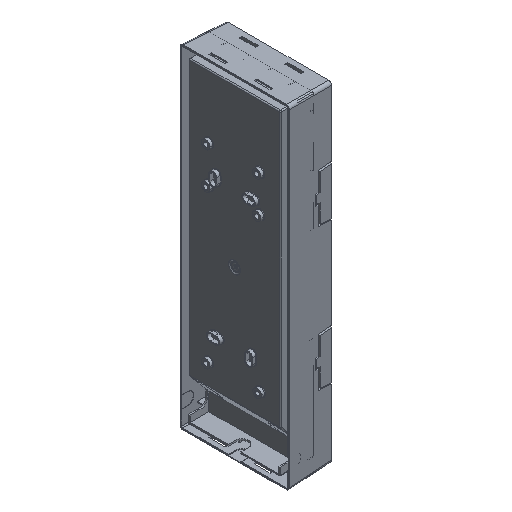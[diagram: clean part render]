
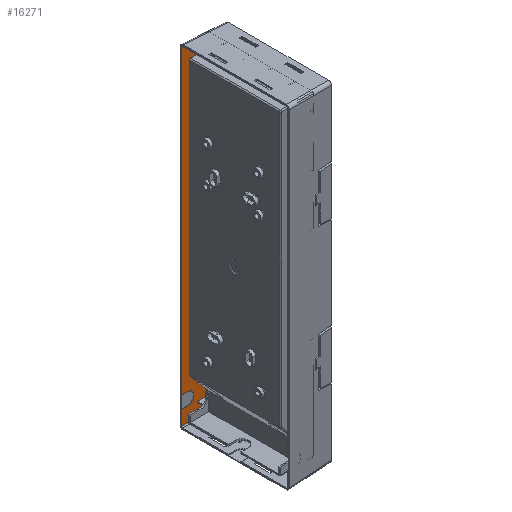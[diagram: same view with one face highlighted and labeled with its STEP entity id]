
A CAD part, isometric view. The second image highlights one B-rep face of the part: STEP entity #16271.
In plain terms, the highlighted planar face has unit normal (0, -1, 0).
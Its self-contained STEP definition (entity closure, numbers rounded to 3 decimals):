
#10953=CARTESIAN_POINT('Line Origine',(-24.7,52.001,0.)) ;
#10957=CARTESIAN_POINT('Vertex',(-24.7,52.001,46.491)) ;
#10959=CARTESIAN_POINT('Vertex',(-24.7,52.001,-46.491)) ;
#10979=CARTESIAN_POINT('Line Origine',(-17.7,52.001,70.937)) ;
#10983=CARTESIAN_POINT('Vertex',(-17.7,52.001,95.382)) ;
#10985=CARTESIAN_POINT('Vertex',(-17.7,52.001,46.491)) ;
#11009=CARTESIAN_POINT('Vertex',(-17.7,52.001,146.364)) ;
#11012=CARTESIAN_POINT('Line Origine',(-17.7,52.001,121.373)) ;
#11016=CARTESIAN_POINT('Vertex',(-17.7,52.001,96.382)) ;
#11031=CARTESIAN_POINT('Line Origine',(-17.7,52.001,154.183)) ;
#11035=CARTESIAN_POINT('Vertex',(-17.7,52.001,161.001)) ;
#11037=CARTESIAN_POINT('Vertex',(-17.7,52.001,147.364)) ;
#11068=CARTESIAN_POINT('Line Origine',(-21.2,52.001,46.491)) ;
#11080=CARTESIAN_POINT('Line Origine',(-21.2,52.001,-46.491)) ;
#11084=CARTESIAN_POINT('Vertex',(-17.7,52.001,-46.491)) ;
#11108=CARTESIAN_POINT('Vertex',(-17.7,52.001,-148.364)) ;
#11115=CARTESIAN_POINT('Vertex',(-27.7,52.001,-148.364)) ;
#11118=CARTESIAN_POINT('Line Origine',(-22.7,52.001,-148.364)) ;
#11130=CARTESIAN_POINT('Line Origine',(-27.7,52.001,-147.864)) ;
#11134=CARTESIAN_POINT('Vertex',(-27.7,52.001,-147.364)) ;
#11149=CARTESIAN_POINT('Line Origine',(-22.7,52.001,-147.364)) ;
#11153=CARTESIAN_POINT('Vertex',(-17.7,52.001,-147.364)) ;
#11168=CARTESIAN_POINT('Line Origine',(-17.7,52.001,-96.928)) ;
#11189=CARTESIAN_POINT('Vertex',(-27.7,52.001,95.382)) ;
#11192=CARTESIAN_POINT('Line Origine',(-22.7,52.001,95.382)) ;
#11204=CARTESIAN_POINT('Line Origine',(-27.7,52.001,95.882)) ;
#11208=CARTESIAN_POINT('Vertex',(-27.7,52.001,96.382)) ;
#11223=CARTESIAN_POINT('Line Origine',(-22.7,52.001,96.382)) ;
#11244=CARTESIAN_POINT('Vertex',(-27.7,52.001,146.364)) ;
#11247=CARTESIAN_POINT('Line Origine',(-22.7,52.001,146.364)) ;
#11259=CARTESIAN_POINT('Line Origine',(-27.7,52.001,146.864)) ;
#11263=CARTESIAN_POINT('Vertex',(-27.7,52.001,147.364)) ;
#11278=CARTESIAN_POINT('Line Origine',(-22.7,52.001,147.364)) ;
#11290=CARTESIAN_POINT('Line Origine',(-17.7,52.001,-154.683)) ;
#11294=CARTESIAN_POINT('Vertex',(-17.7,52.001,-161.001)) ;
#13134=CARTESIAN_POINT('Vertex',(-42.8,52.001,161.001)) ;
#13137=CARTESIAN_POINT('Line Origine',(-30.35,52.001,161.001)) ;
#13352=CARTESIAN_POINT('Vertex',(-42.8,52.001,-161.001)) ;
#13362=CARTESIAN_POINT('Line Origine',(-30.35,52.001,-161.001)) ;
#16183=CARTESIAN_POINT('Line Origine',(-42.8,52.001,0.)) ;
#16187=CARTESIAN_POINT('Vertex',(-42.8,52.001,-146.702)) ;
#16202=CARTESIAN_POINT('Line Origine',(-42.8,52.001,0.)) ;
#16206=CARTESIAN_POINT('Vertex',(-42.8,52.001,-134.702)) ;
#16221=CARTESIAN_POINT('Axis2P3D Location',(-43.,52.001,-162.001)) ;
#16226=CARTESIAN_POINT('Line Origine',(-39.853,52.001,-134.702)) ;
#16230=CARTESIAN_POINT('Vertex',(-36.905,52.001,-134.702)) ;
#16233=CARTESIAN_POINT('Axis2P3D Location',(-36.905,52.001,-140.702)) ;
#16237=CARTESIAN_POINT('Vertex',(-36.905,52.001,-146.702)) ;
#16240=CARTESIAN_POINT('Line Origine',(-39.853,52.001,-146.702)) ;
#10954=DIRECTION('Vector Direction',(0.,0.,1.)) ;
#10980=DIRECTION('Vector Direction',(0.,0.,-1.)) ;
#11013=DIRECTION('Vector Direction',(0.,0.,-1.)) ;
#11032=DIRECTION('Vector Direction',(0.,0.,-1.)) ;
#11069=DIRECTION('Vector Direction',(1.,0.,0.)) ;
#11081=DIRECTION('Vector Direction',(1.,0.,0.)) ;
#11119=DIRECTION('Vector Direction',(-1.,0.,0.)) ;
#11131=DIRECTION('Vector Direction',(0.,0.,-1.)) ;
#11150=DIRECTION('Vector Direction',(-1.,0.,0.)) ;
#11169=DIRECTION('Vector Direction',(0.,0.,-1.)) ;
#11193=DIRECTION('Vector Direction',(-1.,0.,0.)) ;
#11205=DIRECTION('Vector Direction',(0.,0.,-1.)) ;
#11224=DIRECTION('Vector Direction',(-1.,0.,0.)) ;
#11248=DIRECTION('Vector Direction',(-1.,0.,0.)) ;
#11260=DIRECTION('Vector Direction',(0.,0.,-1.)) ;
#11279=DIRECTION('Vector Direction',(-1.,0.,0.)) ;
#11291=DIRECTION('Vector Direction',(0.,0.,-1.)) ;
#13138=DIRECTION('Vector Direction',(1.,0.,0.)) ;
#13363=DIRECTION('Vector Direction',(1.,0.,0.)) ;
#16184=DIRECTION('Vector Direction',(0.,0.,1.)) ;
#16203=DIRECTION('Vector Direction',(0.,0.,1.)) ;
#16222=DIRECTION('Axis2P3D Direction',(0.,1.,0.)) ;
#16223=DIRECTION('Axis2P3D XDirection',(0.,0.,1.)) ;
#16227=DIRECTION('Vector Direction',(1.,0.,0.)) ;
#16234=DIRECTION('Axis2P3D Direction',(0.,1.,0.)) ;
#16241=DIRECTION('Vector Direction',(1.,0.,0.)) ;
#16224=AXIS2_PLACEMENT_3D('Plane Axis2P3D',#16221,#16222,#16223) ;
#16235=AXIS2_PLACEMENT_3D('Circle Axis2P3D',#16233,#16234,$) ;
#16246=ORIENTED_EDGE('',*,*,#16232,.T.) ;
#16247=ORIENTED_EDGE('',*,*,#16239,.T.) ;
#16248=ORIENTED_EDGE('',*,*,#16244,.F.) ;
#16249=ORIENTED_EDGE('',*,*,#16189,.T.) ;
#16250=ORIENTED_EDGE('',*,*,#13366,.F.) ;
#16251=ORIENTED_EDGE('',*,*,#11296,.F.) ;
#16252=ORIENTED_EDGE('',*,*,#11122,.T.) ;
#16253=ORIENTED_EDGE('',*,*,#11136,.F.) ;
#16254=ORIENTED_EDGE('',*,*,#11155,.F.) ;
#16255=ORIENTED_EDGE('',*,*,#11172,.F.) ;
#16256=ORIENTED_EDGE('',*,*,#11086,.F.) ;
#16257=ORIENTED_EDGE('',*,*,#10961,.F.) ;
#16258=ORIENTED_EDGE('',*,*,#11072,.T.) ;
#16259=ORIENTED_EDGE('',*,*,#10987,.F.) ;
#16260=ORIENTED_EDGE('',*,*,#11196,.T.) ;
#16261=ORIENTED_EDGE('',*,*,#11210,.F.) ;
#16262=ORIENTED_EDGE('',*,*,#11227,.F.) ;
#16263=ORIENTED_EDGE('',*,*,#11018,.F.) ;
#16264=ORIENTED_EDGE('',*,*,#11251,.T.) ;
#16265=ORIENTED_EDGE('',*,*,#11265,.F.) ;
#16266=ORIENTED_EDGE('',*,*,#11282,.F.) ;
#16267=ORIENTED_EDGE('',*,*,#11039,.F.) ;
#16268=ORIENTED_EDGE('',*,*,#13141,.T.) ;
#16269=ORIENTED_EDGE('',*,*,#16208,.T.) ;
#10955=VECTOR('Line Direction',#10954,1.) ;
#10981=VECTOR('Line Direction',#10980,1.) ;
#11014=VECTOR('Line Direction',#11013,1.) ;
#11033=VECTOR('Line Direction',#11032,1.) ;
#11070=VECTOR('Line Direction',#11069,1.) ;
#11082=VECTOR('Line Direction',#11081,1.) ;
#11120=VECTOR('Line Direction',#11119,1.) ;
#11132=VECTOR('Line Direction',#11131,1.) ;
#11151=VECTOR('Line Direction',#11150,1.) ;
#11170=VECTOR('Line Direction',#11169,1.) ;
#11194=VECTOR('Line Direction',#11193,1.) ;
#11206=VECTOR('Line Direction',#11205,1.) ;
#11225=VECTOR('Line Direction',#11224,1.) ;
#11249=VECTOR('Line Direction',#11248,1.) ;
#11261=VECTOR('Line Direction',#11260,1.) ;
#11280=VECTOR('Line Direction',#11279,1.) ;
#11292=VECTOR('Line Direction',#11291,1.) ;
#13139=VECTOR('Line Direction',#13138,1.) ;
#13364=VECTOR('Line Direction',#13363,1.) ;
#16185=VECTOR('Line Direction',#16184,1.) ;
#16204=VECTOR('Line Direction',#16203,1.) ;
#16228=VECTOR('Line Direction',#16227,1.) ;
#16242=VECTOR('Line Direction',#16241,1.) ;
#16271=ADVANCED_FACE('Body.2',(#16270),#16225,.F.) ;
#16236=CIRCLE('generated circle',#16235,6.) ;
#10961=EDGE_CURVE('',#10958,#10960,#10956,.F.) ;
#10987=EDGE_CURVE('',#10984,#10986,#10982,.T.) ;
#11018=EDGE_CURVE('',#11010,#11017,#11015,.T.) ;
#11039=EDGE_CURVE('',#11036,#11038,#11034,.T.) ;
#11072=EDGE_CURVE('',#10958,#10986,#11071,.T.) ;
#11086=EDGE_CURVE('',#10960,#11085,#11083,.T.) ;
#11122=EDGE_CURVE('',#11109,#11116,#11121,.T.) ;
#11136=EDGE_CURVE('',#11135,#11116,#11133,.T.) ;
#11155=EDGE_CURVE('',#11154,#11135,#11152,.T.) ;
#11172=EDGE_CURVE('',#11085,#11154,#11171,.T.) ;
#11196=EDGE_CURVE('',#10984,#11190,#11195,.T.) ;
#11210=EDGE_CURVE('',#11209,#11190,#11207,.T.) ;
#11227=EDGE_CURVE('',#11017,#11209,#11226,.T.) ;
#11251=EDGE_CURVE('',#11010,#11245,#11250,.T.) ;
#11265=EDGE_CURVE('',#11264,#11245,#11262,.T.) ;
#11282=EDGE_CURVE('',#11038,#11264,#11281,.T.) ;
#11296=EDGE_CURVE('',#11109,#11295,#11293,.T.) ;
#13141=EDGE_CURVE('',#11036,#13135,#13140,.F.) ;
#13366=EDGE_CURVE('',#11295,#13353,#13365,.F.) ;
#16189=EDGE_CURVE('',#16188,#13353,#16186,.F.) ;
#16208=EDGE_CURVE('',#13135,#16207,#16205,.F.) ;
#16232=EDGE_CURVE('',#16207,#16231,#16229,.T.) ;
#16239=EDGE_CURVE('',#16231,#16238,#16236,.T.) ;
#16244=EDGE_CURVE('',#16188,#16238,#16243,.T.) ;
#16245=EDGE_LOOP('',(#16246,#16247,#16248,#16249,#16250,#16251,#16252,#16253,#16254,#16255,#16256,#16257,#16258,#16259,#16260,#16261,#16262,#16263,#16264,#16265,#16266,#16267,#16268,#16269)) ;
#16270=FACE_OUTER_BOUND('',#16245,.T.) ;
#10956=LINE('Line',#10953,#10955) ;
#10982=LINE('Line',#10979,#10981) ;
#11015=LINE('Line',#11012,#11014) ;
#11034=LINE('Line',#11031,#11033) ;
#11071=LINE('Line',#11068,#11070) ;
#11083=LINE('Line',#11080,#11082) ;
#11121=LINE('Line',#11118,#11120) ;
#11133=LINE('Line',#11130,#11132) ;
#11152=LINE('Line',#11149,#11151) ;
#11171=LINE('Line',#11168,#11170) ;
#11195=LINE('Line',#11192,#11194) ;
#11207=LINE('Line',#11204,#11206) ;
#11226=LINE('Line',#11223,#11225) ;
#11250=LINE('Line',#11247,#11249) ;
#11262=LINE('Line',#11259,#11261) ;
#11281=LINE('Line',#11278,#11280) ;
#11293=LINE('Line',#11290,#11292) ;
#13140=LINE('Line',#13137,#13139) ;
#13365=LINE('Line',#13362,#13364) ;
#16186=LINE('Line',#16183,#16185) ;
#16205=LINE('Line',#16202,#16204) ;
#16229=LINE('Line',#16226,#16228) ;
#16243=LINE('Line',#16240,#16242) ;
#16225=PLANE('',#16224) ;
#10958=VERTEX_POINT('',#10957) ;
#10960=VERTEX_POINT('',#10959) ;
#10984=VERTEX_POINT('',#10983) ;
#10986=VERTEX_POINT('',#10985) ;
#11010=VERTEX_POINT('',#11009) ;
#11017=VERTEX_POINT('',#11016) ;
#11036=VERTEX_POINT('',#11035) ;
#11038=VERTEX_POINT('',#11037) ;
#11085=VERTEX_POINT('',#11084) ;
#11109=VERTEX_POINT('',#11108) ;
#11116=VERTEX_POINT('',#11115) ;
#11135=VERTEX_POINT('',#11134) ;
#11154=VERTEX_POINT('',#11153) ;
#11190=VERTEX_POINT('',#11189) ;
#11209=VERTEX_POINT('',#11208) ;
#11245=VERTEX_POINT('',#11244) ;
#11264=VERTEX_POINT('',#11263) ;
#11295=VERTEX_POINT('',#11294) ;
#13135=VERTEX_POINT('',#13134) ;
#13353=VERTEX_POINT('',#13352) ;
#16188=VERTEX_POINT('',#16187) ;
#16207=VERTEX_POINT('',#16206) ;
#16231=VERTEX_POINT('',#16230) ;
#16238=VERTEX_POINT('',#16237) ;
